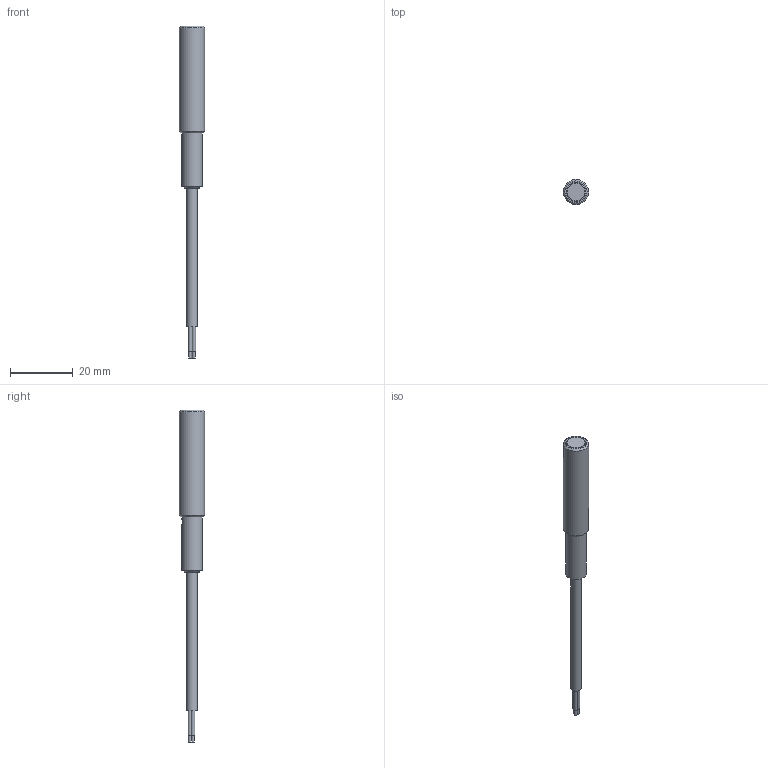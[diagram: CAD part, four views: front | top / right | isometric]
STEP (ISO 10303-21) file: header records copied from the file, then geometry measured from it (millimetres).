
FILE_DESCRIPTION(/* description */ (''),/* implementation_level */ '2;1');
FILE_NAME(/* name */ 'KDC 08 b Kabel.stp',/* time_stamp */ '2017-11-27T14:43:22+01:00',/* author */ ('lck'),/* organization */ ('di-soric GmbH & Co. KG'),/* preprocessor_version */ 'ST-DEVELOPER v17',/* originating_system */ 'Autodesk Inventor 2018',/* authorisation */ '');
FILE_SCHEMA (('AUTOMOTIVE_DESIGN { 1 0 10303 214 3 1 1 }'));
Length unit declared in the file: millimetre
Products named in the file (1): Bauteil11
Bounding box: 8 x 8 x 105.5 mm (x, y, z)
Volume: 1350.4 mm3; surface area: 3893.1 mm2
Topology: 10 solids, 10 shells, 67 faces, 134 edges, 95 vertices
Faces by surface type: plane 34, cylinder 26, cone 6, torus 1
Full cylindrical faces by diameter (mm): 0.897 x3, 1.167 x9, 2 x1, 3.5 x1, 3.6 x1, 5.54 x1, 5.6 x2, 5.8 x1, 5.9 x1, 6.2 x2, 6.5 x1, 8 x1
Entity records: 2013 total; most frequent: CARTESIAN_POINT 375, DIRECTION 342, ORIENTED_EDGE 268, AXIS2_PLACEMENT_3D 149, EDGE_CURVE 134, VERTEX_POINT 95, EDGE_LOOP 87, CIRCLE 81
